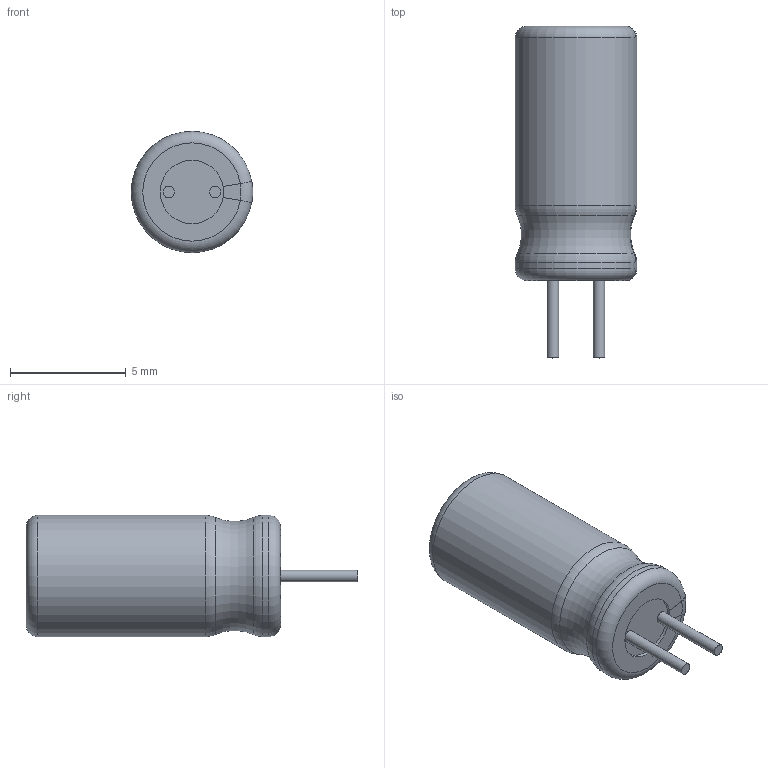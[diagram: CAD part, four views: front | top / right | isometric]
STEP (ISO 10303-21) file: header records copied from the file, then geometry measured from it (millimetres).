
FILE_DESCRIPTION(/* description */ (''),/* implementation_level */ '2;1');
FILE_NAME(/* name */ 'eabd78f7-e743-4566-ae21-4966040b921d.stp',/* time_stamp */ '2020-02-22T19:29:26+00:00',/* author */ (''),/* organization */ (''),/* preprocessor_version */ 'ST-DEVELOPER v18',/* originating_system */ 'Autodesk Translation Framework v8.12.0.6',/* authorisation */ '');
FILE_SCHEMA (('AUTOMOTIVE_DESIGN { 1 0 10303 214 3 1 1 }'));
Length unit declared in the file: millimetre
Products named in the file (2): CapacitorElectrolytic; CapacitorElectrolytic_1
Assembly tree (1 placements, depth 2):
  CapacitorElectrolytic
    CapacitorElectrolytic_1
Bounding box: 5.26 x 14.36 x 5.25 mm (x, y, z)
Volume: 229.7 mm3; surface area: 232.4 mm2
Topology: 1 solids, 1 shells, 40 faces, 112 edges, 76 vertices
Faces by surface type: plane 22, torus 10, cylinder 8
Full cylindrical faces by diameter (mm): 0.5 x2, 2.75 x1, 3.25 x1
Entity records: 1436 total; most frequent: DIRECTION 258, CARTESIAN_POINT 231, ORIENTED_EDGE 224, EDGE_CURVE 112, AXIS2_PLACEMENT_3D 103, VERTEX_POINT 76, CIRCLE 60, LINE 52
